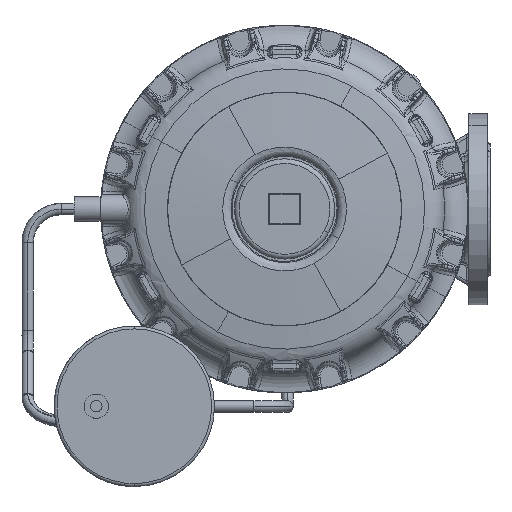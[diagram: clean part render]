
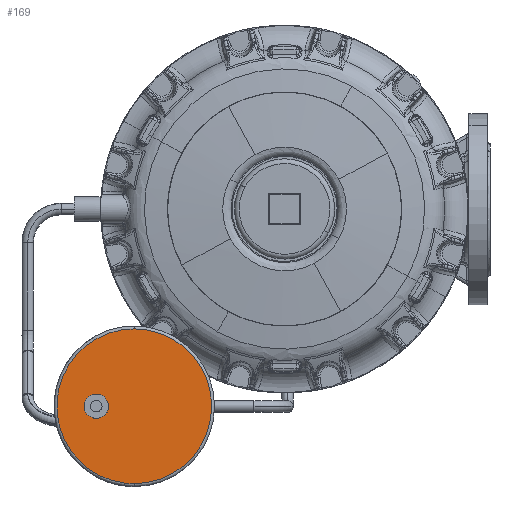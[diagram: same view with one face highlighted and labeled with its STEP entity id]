
A CAD part, top view. The second image highlights one B-rep face of the part: STEP entity #169.
In plain terms, the highlighted planar face has unit normal (0, 0, 1).
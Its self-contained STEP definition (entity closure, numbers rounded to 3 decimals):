
#124=AXIS2_PLACEMENT_3D('Circle Axis2P3D',#122,#123,$) ;
#137=AXIS2_PLACEMENT_3D('Plane Axis2P3D',#134,#135,#136) ;
#141=AXIS2_PLACEMENT_3D('Circle Axis2P3D',#139,#140,$) ;
#150=AXIS2_PLACEMENT_3D('Circle Axis2P3D',#148,#149,$) ;
#157=AXIS2_PLACEMENT_3D('Circle Axis2P3D',#155,#156,$) ;
#50=CARTESIAN_POINT('Vertex',(-197.05,-219.502,388.296)) ;
#54=CARTESIAN_POINT('Control Point',(-197.05,-194.002,388.296)) ;
#55=CARTESIAN_POINT('Control Point',(-195.047,-194.002,388.296)) ;
#56=CARTESIAN_POINT('Control Point',(-193.044,-194.396,388.296)) ;
#57=CARTESIAN_POINT('Control Point',(-191.145,-195.182,388.296)) ;
#58=CARTESIAN_POINT('Control Point',(-187.756,-197.459,388.296)) ;
#59=CARTESIAN_POINT('Control Point',(-185.48,-200.847,388.296)) ;
#60=CARTESIAN_POINT('Control Point',(-184.693,-202.747,388.296)) ;
#61=CARTESIAN_POINT('Control Point',(-183.907,-206.752,388.296)) ;
#62=CARTESIAN_POINT('Control Point',(-184.693,-210.758,388.296)) ;
#63=CARTESIAN_POINT('Control Point',(-185.48,-212.658,388.296)) ;
#64=CARTESIAN_POINT('Control Point',(-187.756,-216.046,388.296)) ;
#65=CARTESIAN_POINT('Control Point',(-191.145,-218.322,388.296)) ;
#66=CARTESIAN_POINT('Control Point',(-193.044,-219.109,388.296)) ;
#67=CARTESIAN_POINT('Control Point',(-195.047,-219.502,388.296)) ;
#68=CARTESIAN_POINT('Control Point',(-197.05,-219.502,388.296)) ;
#69=CARTESIAN_POINT('Vertex',(-197.05,-194.002,388.296)) ;
#122=CARTESIAN_POINT('Axis2P3D Location',(-197.05,-206.752,388.296)) ;
#134=CARTESIAN_POINT('Axis2P3D Location',(-191.8,-211.708,388.296)) ;
#139=CARTESIAN_POINT('Axis2P3D Location',(-157.3,-206.752,388.296)) ;
#143=CARTESIAN_POINT('Vertex',(-157.3,-125.752,388.296)) ;
#145=CARTESIAN_POINT('Vertex',(-167.304,-287.132,388.296)) ;
#148=CARTESIAN_POINT('Axis2P3D Location',(-157.3,-206.752,388.296)) ;
#152=CARTESIAN_POINT('Vertex',(-157.3,-287.752,388.296)) ;
#155=CARTESIAN_POINT('Axis2P3D Location',(-157.3,-206.752,388.296)) ;
#123=DIRECTION('Axis2P3D Direction',(0.,0.,-1.)) ;
#135=DIRECTION('Axis2P3D Direction',(0.,0.,1.)) ;
#136=DIRECTION('Axis2P3D XDirection',(0.,-1.,0.)) ;
#140=DIRECTION('Axis2P3D Direction',(0.,0.,1.)) ;
#149=DIRECTION('Axis2P3D Direction',(0.,0.,1.)) ;
#156=DIRECTION('Axis2P3D Direction',(0.,0.,1.)) ;
#161=ORIENTED_EDGE('',*,*,#147,.T.) ;
#162=ORIENTED_EDGE('',*,*,#154,.T.) ;
#163=ORIENTED_EDGE('',*,*,#159,.T.) ;
#166=ORIENTED_EDGE('',*,*,#71,.T.) ;
#167=ORIENTED_EDGE('',*,*,#126,.T.) ;
#168=FACE_BOUND('',#165,.T.) ;
#169=ADVANCED_FACE('Hauptk\X2\00F6\X0\rper',(#164,#168),#138,.T.) ;
#53=B_SPLINE_CURVE_WITH_KNOTS('',5,(#54,#55,#56,#57,#58,#59,#60,#61,#62,#63,#64,#65,#66,#67,#68),.UNSPECIFIED.,.F.,.U.,(6,3,3,3,6),(-20.028,-10.014,0.,10.014,20.028),.UNSPECIFIED.) ;
#125=CIRCLE('generated circle',#124,12.75) ;
#142=CIRCLE('generated circle',#141,81.) ;
#151=CIRCLE('generated circle',#150,81.) ;
#158=CIRCLE('generated circle',#157,81.) ;
#71=EDGE_CURVE('',#70,#51,#53,.T.) ;
#126=EDGE_CURVE('',#51,#70,#125,.T.) ;
#147=EDGE_CURVE('',#144,#146,#142,.T.) ;
#154=EDGE_CURVE('',#146,#153,#151,.T.) ;
#159=EDGE_CURVE('',#153,#144,#158,.T.) ;
#160=EDGE_LOOP('',(#161,#162,#163)) ;
#165=EDGE_LOOP('',(#166,#167)) ;
#164=FACE_OUTER_BOUND('',#160,.T.) ;
#138=PLANE('Plane',#137) ;
#51=VERTEX_POINT('',#50) ;
#70=VERTEX_POINT('',#69) ;
#144=VERTEX_POINT('',#143) ;
#146=VERTEX_POINT('',#145) ;
#153=VERTEX_POINT('',#152) ;
